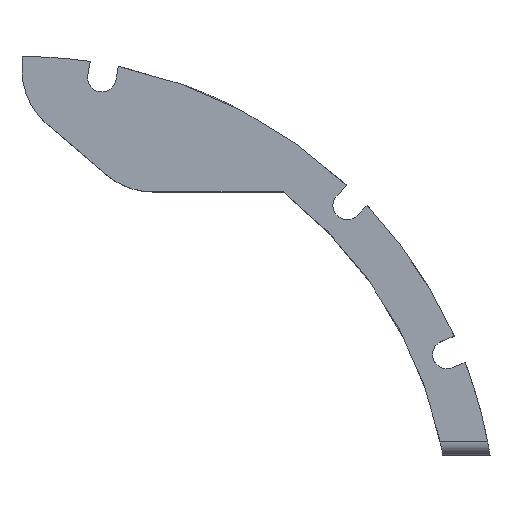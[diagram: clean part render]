
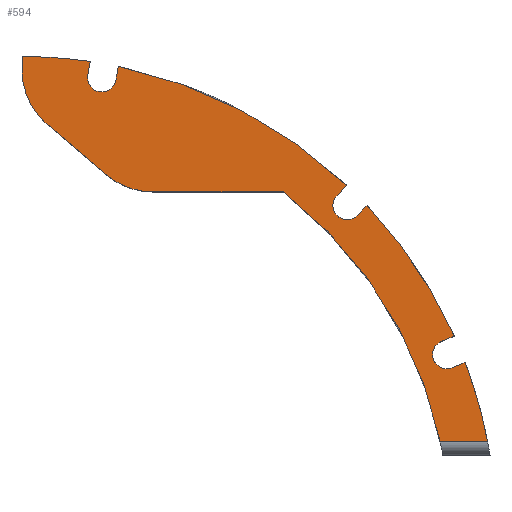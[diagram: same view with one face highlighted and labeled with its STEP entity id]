
A CAD part, top view. The second image highlights one B-rep face of the part: STEP entity #594.
In plain terms, the highlighted planar face has unit normal (0, 0, 1).
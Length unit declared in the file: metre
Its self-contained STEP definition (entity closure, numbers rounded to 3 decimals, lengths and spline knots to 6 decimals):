
#21=PLANE('',#655);
#42=LINE('',#935,#87);
#45=LINE('',#946,#90);
#50=LINE('',#988,#95);
#53=LINE('',#997,#98);
#54=LINE('',#999,#99);
#55=LINE('',#1004,#100);
#56=LINE('',#1008,#101);
#57=LINE('',#1009,#102);
#58=LINE('',#1010,#103);
#59=LINE('',#1014,#104);
#87=VECTOR('',#719,1.);
#90=VECTOR('',#732,1.);
#95=VECTOR('',#751,1.);
#98=VECTOR('',#762,1.);
#99=VECTOR('',#765,1.);
#100=VECTOR('',#768,1.);
#101=VECTOR('',#771,1.);
#102=VECTOR('',#772,1.);
#103=VECTOR('',#773,1.);
#104=VECTOR('',#776,1.);
#185=ORIENTED_EDGE('',*,*,#355,.F.);
#186=ORIENTED_EDGE('',*,*,#356,.T.);
#187=ORIENTED_EDGE('',*,*,#357,.F.);
#188=ORIENTED_EDGE('',*,*,#358,.T.);
#189=ORIENTED_EDGE('',*,*,#359,.F.);
#190=ORIENTED_EDGE('',*,*,#341,.F.);
#191=ORIENTED_EDGE('',*,*,#360,.T.);
#192=ORIENTED_EDGE('',*,*,#345,.T.);
#193=ORIENTED_EDGE('',*,*,#349,.T.);
#194=ORIENTED_EDGE('',*,*,#352,.F.);
#195=ORIENTED_EDGE('',*,*,#354,.F.);
#196=ORIENTED_EDGE('',*,*,#328,.T.);
#197=ORIENTED_EDGE('',*,*,#331,.T.);
#198=ORIENTED_EDGE('',*,*,#335,.F.);
#199=ORIENTED_EDGE('',*,*,#337,.F.);
#200=ORIENTED_EDGE('',*,*,#319,.T.);
#201=ORIENTED_EDGE('',*,*,#361,.T.);
#202=ORIENTED_EDGE('',*,*,#362,.F.);
#203=ORIENTED_EDGE('',*,*,#363,.F.);
#204=ORIENTED_EDGE('',*,*,#364,.T.);
#319=EDGE_CURVE('',#409,#408,#464,.T.);
#328=EDGE_CURVE('',#412,#417,#465,.T.);
#331=EDGE_CURVE('',#417,#419,#42,.T.);
#335=EDGE_CURVE('',#422,#419,#467,.T.);
#337=EDGE_CURVE('',#409,#422,#45,.T.);
#341=EDGE_CURVE('',#426,#424,#468,.T.);
#345=EDGE_CURVE('',#431,#430,#469,.T.);
#349=EDGE_CURVE('',#430,#433,#50,.T.);
#352=EDGE_CURVE('',#435,#433,#470,.T.);
#354=EDGE_CURVE('',#412,#435,#53,.T.);
#355=EDGE_CURVE('',#436,#437,#54,.T.);
#356=EDGE_CURVE('',#436,#438,#471,.T.);
#357=EDGE_CURVE('',#439,#438,#55,.T.);
#358=EDGE_CURVE('',#439,#440,#472,.T.);
#359=EDGE_CURVE('',#424,#440,#56,.T.);
#360=EDGE_CURVE('',#426,#431,#57,.T.);
#361=EDGE_CURVE('',#408,#441,#58,.T.);
#362=EDGE_CURVE('',#442,#441,#473,.T.);
#363=EDGE_CURVE('',#443,#442,#59,.T.);
#364=EDGE_CURVE('',#443,#437,#474,.T.);
#408=VERTEX_POINT('',#886);
#409=VERTEX_POINT('',#888);
#412=VERTEX_POINT('',#912);
#417=VERTEX_POINT('',#928);
#419=VERTEX_POINT('',#934);
#422=VERTEX_POINT('',#942);
#424=VERTEX_POINT('',#950);
#426=VERTEX_POINT('',#960);
#430=VERTEX_POINT('',#973);
#431=VERTEX_POINT('',#975);
#433=VERTEX_POINT('',#987);
#435=VERTEX_POINT('',#993);
#436=VERTEX_POINT('',#1000);
#437=VERTEX_POINT('',#1001);
#438=VERTEX_POINT('',#1003);
#439=VERTEX_POINT('',#1005);
#440=VERTEX_POINT('',#1007);
#441=VERTEX_POINT('',#1011);
#442=VERTEX_POINT('',#1013);
#443=VERTEX_POINT('',#1015);
#464=CIRCLE('',#634,0.066484);
#465=CIRCLE('',#637,0.066484);
#467=CIRCLE('',#642,0.002);
#468=CIRCLE('',#646,0.059984);
#469=CIRCLE('',#649,0.066484);
#470=CIRCLE('',#653,0.002);
#471=CIRCLE('',#656,0.01);
#472=CIRCLE('',#657,0.01);
#473=CIRCLE('',#658,0.002);
#474=CIRCLE('',#659,0.066484);
#499=EDGE_LOOP('',(#185,#186,#187,#188,#189,#190,#191,#192,#193,#194,#195,
#196,#197,#198,#199,#200,#201,#202,#203,#204));
#538=FACE_BOUND('',#499,.T.);
#594=ADVANCED_FACE('',(#538),#21,.T.);
#634=AXIS2_PLACEMENT_3D('',#887,#704,#705);
#637=AXIS2_PLACEMENT_3D('',#929,#713,#714);
#642=AXIS2_PLACEMENT_3D('',#943,#727,#728);
#646=AXIS2_PLACEMENT_3D('',#961,#738,#739);
#649=AXIS2_PLACEMENT_3D('',#974,#745,#746);
#653=AXIS2_PLACEMENT_3D('',#994,#757,#758);
#655=AXIS2_PLACEMENT_3D('',#998,#763,#764);
#656=AXIS2_PLACEMENT_3D('',#1002,#766,#767);
#657=AXIS2_PLACEMENT_3D('',#1006,#769,#770);
#658=AXIS2_PLACEMENT_3D('',#1012,#774,#775);
#659=AXIS2_PLACEMENT_3D('',#1016,#777,#778);
#704=DIRECTION('',(0.,0.,1.));
#705=DIRECTION('',(1.,0.,0.));
#713=DIRECTION('',(0.,0.,1.));
#714=DIRECTION('',(1.,0.,0.));
#719=DIRECTION('',(-0.707,-0.707,0.));
#727=DIRECTION('',(0.,0.,1.));
#728=DIRECTION('',(1.,0.,0.));
#732=DIRECTION('',(-0.707,-0.707,0.));
#738=DIRECTION('',(0.,0.,1.));
#739=DIRECTION('',(1.,0.,0.));
#745=DIRECTION('',(0.,0.,1.));
#746=DIRECTION('',(1.,0.,0.));
#751=DIRECTION('',(-0.924,-0.383,0.));
#757=DIRECTION('',(0.,0.,1.));
#758=DIRECTION('',(1.,0.,0.));
#762=DIRECTION('',(-0.924,-0.383,0.));
#763=DIRECTION('',(0.,0.,1.));
#764=DIRECTION('',(1.,0.,0.));
#765=DIRECTION('',(0.,1.,0.));
#766=DIRECTION('',(0.,0.,1.));
#767=DIRECTION('',(1.,0.,0.));
#768=DIRECTION('',(-0.762,0.648,0.));
#769=DIRECTION('',(0.,0.,1.));
#770=DIRECTION('',(1.,0.,0.));
#771=DIRECTION('',(-1.,0.,0.));
#772=DIRECTION('',(1.,0.,0.));
#773=DIRECTION('',(-0.174,-0.985,0.));
#774=DIRECTION('',(0.,0.,1.));
#775=DIRECTION('',(1.,0.,0.));
#776=DIRECTION('',(-0.174,-0.985,0.));
#777=DIRECTION('',(0.,0.,1.));
#778=DIRECTION('',(1.,0.,0.));
#886=CARTESIAN_POINT('',(0.013509,0.065097,0.015));
#887=CARTESIAN_POINT('',(0.,0.,0.015));
#888=CARTESIAN_POINT('',(0.045577,0.048403,0.015));
#912=CARTESIAN_POINT('',(0.060631,0.027277,0.015));
#928=CARTESIAN_POINT('',(0.048406,0.045574,0.015));
#929=CARTESIAN_POINT('',(0.,0.,0.015));
#934=CARTESIAN_POINT('',(0.047023,0.044193,0.015));
#935=CARTESIAN_POINT('',(0.047714,0.044884,0.015));
#942=CARTESIAN_POINT('',(0.044195,0.047022,0.015));
#943=CARTESIAN_POINT('',(0.045609,0.045608,0.015));
#946=CARTESIAN_POINT('',(0.044886,0.047713,0.015));
#950=CARTESIAN_POINT('',(0.036631,0.0475,0.015));
#960=CARTESIAN_POINT('',(0.058667,0.0125,0.015));
#961=CARTESIAN_POINT('',(0.,0.,0.015));
#973=CARTESIAN_POINT('',(0.062161,0.023582,0.015));
#974=CARTESIAN_POINT('',(0.,0.,0.015));
#975=CARTESIAN_POINT('',(0.065298,0.0125,0.015));
#987=CARTESIAN_POINT('',(0.06034,0.022828,0.015));
#988=CARTESIAN_POINT('',(0.061251,0.023205,0.015));
#993=CARTESIAN_POINT('',(0.05881,0.026523,0.015));
#994=CARTESIAN_POINT('',(0.059575,0.024675,0.015));
#997=CARTESIAN_POINT('',(0.05972,0.0269,0.015));
#998=CARTESIAN_POINT('',(0.001918,0.022556,0.015));
#999=CARTESIAN_POINT('',(0.,0.063234,0.015));
#1000=CARTESIAN_POINT('',(0.,0.064606,0.015));
#1001=CARTESIAN_POINT('',(0.,0.066484,0.015));
#1002=CARTESIAN_POINT('',(0.01,0.064605,0.015));
#1003=CARTESIAN_POINT('',(0.00352,0.056989,0.015));
#1004=CARTESIAN_POINT('',(0.00525,0.055517,0.015));
#1005=CARTESIAN_POINT('',(0.011871,0.049884,0.015));
#1006=CARTESIAN_POINT('',(0.018351,0.0575,0.015));
#1007=CARTESIAN_POINT('',(0.018351,0.0475,0.015));
#1008=CARTESIAN_POINT('',(0.01675,0.0475,0.015));
#1009=CARTESIAN_POINT('',(0.0025,0.0125,0.015));
#1010=CARTESIAN_POINT('',(0.01334,0.064135,0.015));
#1011=CARTESIAN_POINT('',(0.01317,0.063173,0.015));
#1012=CARTESIAN_POINT('',(0.0112,0.06352,0.015));
#1013=CARTESIAN_POINT('',(0.009231,0.063867,0.015));
#1014=CARTESIAN_POINT('',(0.0094,0.06483,0.015));
#1015=CARTESIAN_POINT('',(0.00957,0.065792,0.015));
#1016=CARTESIAN_POINT('',(0.,0.,0.015));
